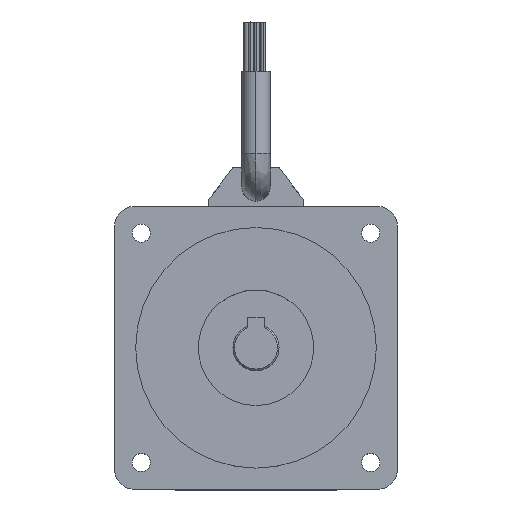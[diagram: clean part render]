
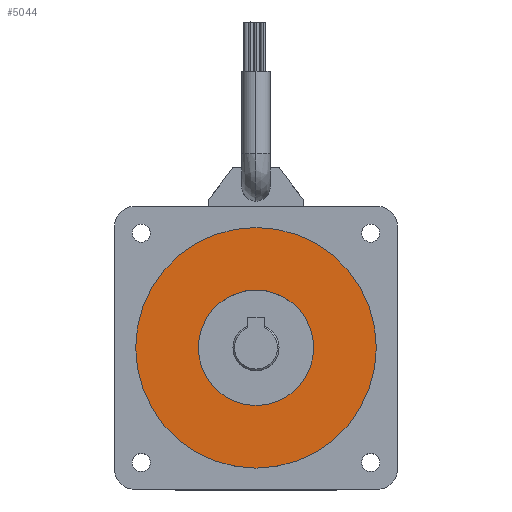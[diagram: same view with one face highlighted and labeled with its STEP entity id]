
A CAD part, top view. The second image highlights one B-rep face of the part: STEP entity #5044.
In plain terms, the highlighted planar face has unit normal (0, 0, 1).
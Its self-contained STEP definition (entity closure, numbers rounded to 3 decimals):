
#11 = EDGE_CURVE ( 'NONE', #20, #3044, #4168, .T. ) ;
#20 = VERTEX_POINT ( 'NONE', #2176 ) ;
#281 = ORIENTED_EDGE ( 'NONE', *, *, #4851, .F. ) ;
#484 = PLANE ( 'NONE',  #2760 ) ;
#591 = AXIS2_PLACEMENT_3D ( 'NONE', #1731, #1313, #4305 ) ;
#663 = CIRCLE ( 'NONE', #5287, 17.5 ) ;
#678 = FACE_OUTER_BOUND ( 'NONE', #5153, .T. ) ;
#805 = DIRECTION ( 'NONE',  ( 0., 0., -1. ) ) ;
#822 = DIRECTION ( 'NONE',  ( 0., 0., -1. ) ) ;
#1283 = EDGE_CURVE ( 'NONE', #4493, #5321, #3302, .T. ) ;
#1313 = DIRECTION ( 'NONE',  ( 0., 0., -1. ) ) ;
#1411 = DIRECTION ( 'NONE',  ( -1., 0., 0. ) ) ;
#1731 = CARTESIAN_POINT ( 'NONE',  ( 0., 0., 140.1 ) ) ;
#1767 = DIRECTION ( 'NONE',  ( 1., 0., 0. ) ) ;
#2085 = CARTESIAN_POINT ( 'NONE',  ( -17.5, 0., 140.1 ) ) ;
#2105 = EDGE_LOOP ( 'NONE', ( #4290, #4980 ) ) ;
#2176 = CARTESIAN_POINT ( 'NONE',  ( 17.5, 0., 140.1 ) ) ;
#2725 = CARTESIAN_POINT ( 'NONE',  ( -36.5, 0., 140.1 ) ) ;
#2760 = AXIS2_PLACEMENT_3D ( 'NONE', #3879, #4356, #1767 ) ;
#3044 = VERTEX_POINT ( 'NONE', #2085 ) ;
#3302 = CIRCLE ( 'NONE', #4506, 36.5 ) ;
#3370 = CARTESIAN_POINT ( 'NONE',  ( 0., 0., 140.1 ) ) ;
#3391 = DIRECTION ( 'NONE',  ( 1., 0., 0. ) ) ;
#3446 = ORIENTED_EDGE ( 'NONE', *, *, #1283, .F. ) ;
#3480 = EDGE_CURVE ( 'NONE', #3044, #20, #663, .T. ) ;
#3791 = DIRECTION ( 'NONE',  ( 1., 0., 0. ) ) ;
#3815 = CARTESIAN_POINT ( 'NONE',  ( 0., 0., 140.1 ) ) ;
#3879 = CARTESIAN_POINT ( 'NONE',  ( 0., 0., 140.1 ) ) ;
#3955 = FACE_BOUND ( 'NONE', #2105, .T. ) ;
#3985 = DIRECTION ( 'NONE',  ( 0., 0., -1. ) ) ;
#4168 = CIRCLE ( 'NONE', #591, 17.5 ) ;
#4290 = ORIENTED_EDGE ( 'NONE', *, *, #3480, .T. ) ;
#4305 = DIRECTION ( 'NONE',  ( -1., 0., 0. ) ) ;
#4356 = DIRECTION ( 'NONE',  ( 0., 0., 1. ) ) ;
#4493 = VERTEX_POINT ( 'NONE', #2725 ) ;
#4506 = AXIS2_PLACEMENT_3D ( 'NONE', #3815, #822, #3391 ) ;
#4619 = AXIS2_PLACEMENT_3D ( 'NONE', #3370, #805, #3791 ) ;
#4851 = EDGE_CURVE ( 'NONE', #5321, #4493, #4939, .T. ) ;
#4939 = CIRCLE ( 'NONE', #4619, 36.5 ) ;
#4980 = ORIENTED_EDGE ( 'NONE', *, *, #11, .T. ) ;
#5016 = CARTESIAN_POINT ( 'NONE',  ( 36.5, 0., 140.1 ) ) ;
#5044 = ADVANCED_FACE ( 'NONE', ( #678, #3955 ), #484, .T. ) ;
#5153 = EDGE_LOOP ( 'NONE', ( #281, #3446 ) ) ;
#5287 = AXIS2_PLACEMENT_3D ( 'NONE', #5337, #3985, #1411 ) ;
#5321 = VERTEX_POINT ( 'NONE', #5016 ) ;
#5337 = CARTESIAN_POINT ( 'NONE',  ( 0., 0., 140.1 ) ) ;
